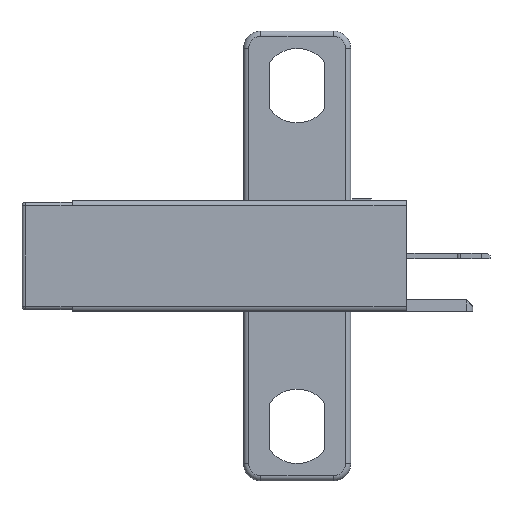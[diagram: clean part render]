
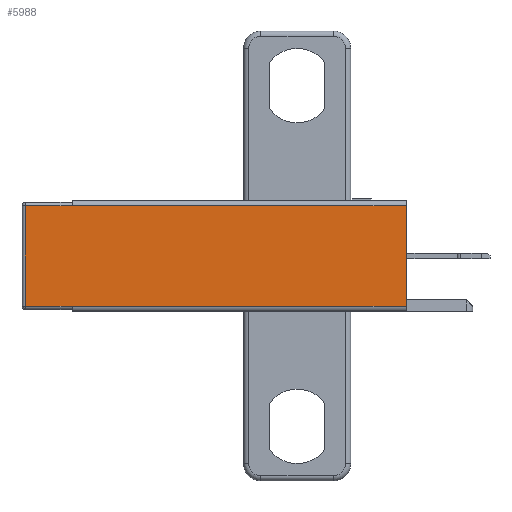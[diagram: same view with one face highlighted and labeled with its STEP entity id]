
A CAD part, left-side view. The second image highlights one B-rep face of the part: STEP entity #5988.
In plain terms, the highlighted planar face has unit normal (-1, 0, 0).
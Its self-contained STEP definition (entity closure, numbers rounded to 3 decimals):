
#1405=DIRECTION('',(0.,-1.,0.));
#1406=VECTOR('',#1405,19.3);
#1407=CARTESIAN_POINT('',(-6.7,0.,2.9));
#1408=LINE('',#1407,#1406);
#1409=DIRECTION('',(0.,0.,-1.));
#1410=VECTOR('',#1409,5.8);
#1411=CARTESIAN_POINT('',(-6.7,-19.3,2.9));
#1412=LINE('',#1411,#1410);
#1413=DIRECTION('',(0.,-1.,0.));
#1414=VECTOR('',#1413,19.3);
#1415=CARTESIAN_POINT('',(-6.7,0.,-2.9));
#1416=LINE('',#1415,#1414);
#1684=DIRECTION('',(0.,1.,0.));
#1685=VECTOR('',#1684,2.7);
#1686=CARTESIAN_POINT('',(-6.7,0.,2.9));
#1687=LINE('',#1686,#1685);
#1727=DIRECTION('',(0.,0.,-1.));
#1728=VECTOR('',#1727,5.8);
#1729=CARTESIAN_POINT('',(-6.7,2.7,2.9));
#1730=LINE('',#1729,#1728);
#1741=DIRECTION('',(0.,-1.,0.));
#1742=VECTOR('',#1741,2.7);
#1743=CARTESIAN_POINT('',(-6.7,2.7,-2.9));
#1744=LINE('',#1743,#1742);
#3117=CARTESIAN_POINT('',(-6.7,-19.3,-2.9));
#3118=VERTEX_POINT('',#3117);
#3119=CARTESIAN_POINT('',(-6.7,-19.3,2.9));
#3121=VERTEX_POINT('',#3119);
#3519=CARTESIAN_POINT('',(-6.7,0.,2.9));
#3520=VERTEX_POINT('',#3519);
#3521=CARTESIAN_POINT('',(-6.7,0.,-2.9));
#3522=VERTEX_POINT('',#3521);
#3594=CARTESIAN_POINT('',(-6.7,2.7,2.9));
#3595=VERTEX_POINT('',#3594);
#3602=CARTESIAN_POINT('',(-6.7,2.7,-2.9));
#3603=VERTEX_POINT('',#3602);
#5971=CARTESIAN_POINT('',(-6.7,-8.3,0.));
#5972=DIRECTION('',(1.,0.,0.));
#5973=DIRECTION('',(0.,-1.,0.));
#5974=AXIS2_PLACEMENT_3D('',#5971,#5972,#5973);
#5975=PLANE('',#5974);
#5976=ORIENTED_EDGE('',*,*,#5963,.T.);
#5977=ORIENTED_EDGE('',*,*,#4221,.T.);
#5979=ORIENTED_EDGE('',*,*,#5978,.F.);
#5981=ORIENTED_EDGE('',*,*,#5980,.F.);
#5983=ORIENTED_EDGE('',*,*,#5982,.F.);
#5985=ORIENTED_EDGE('',*,*,#5984,.F.);
#5986=EDGE_LOOP('',(#5976,#5977,#5979,#5981,#5983,#5985));
#5987=FACE_OUTER_BOUND('',#5986,.F.);
#5988=ADVANCED_FACE('',(#5987),#5975,.F.);
#4221=EDGE_CURVE('',#3121,#3118,#1412,.T.);
#5963=EDGE_CURVE('',#3520,#3121,#1408,.T.);
#5978=EDGE_CURVE('',#3522,#3118,#1416,.T.);
#5980=EDGE_CURVE('',#3603,#3522,#1744,.T.);
#5982=EDGE_CURVE('',#3595,#3603,#1730,.T.);
#5984=EDGE_CURVE('',#3520,#3595,#1687,.T.);
